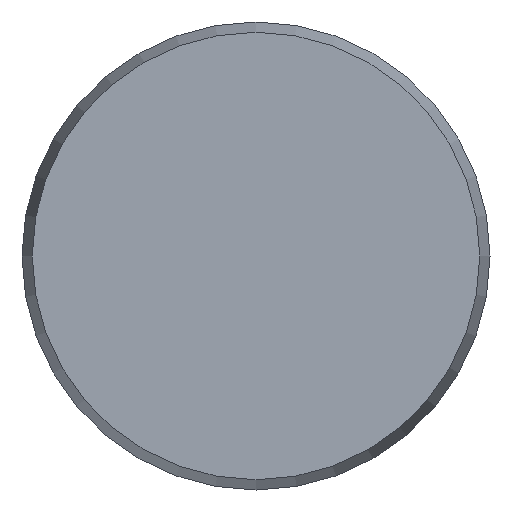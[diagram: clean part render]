
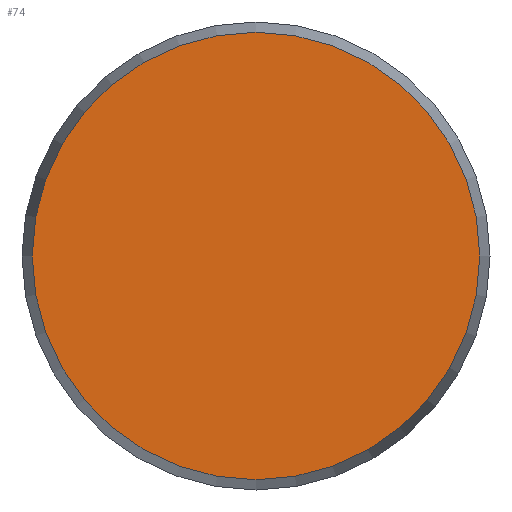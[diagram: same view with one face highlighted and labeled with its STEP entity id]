
A CAD part, front view. The second image highlights one B-rep face of the part: STEP entity #74.
In plain terms, the highlighted planar face has unit normal (0, -1, 0).
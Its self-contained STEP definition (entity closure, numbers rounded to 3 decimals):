
#74 = ADVANCED_FACE( '', ( #182 ), #183, .F. );
#182 = FACE_OUTER_BOUND( '', #335, .T. );
#183 = PLANE( '', #336 );
#335 = EDGE_LOOP( '', ( #528 ) );
#336 = AXIS2_PLACEMENT_3D( '', #529, #530, #531 );
#528 = ORIENTED_EDGE( '', *, *, #860, .T. );
#529 = CARTESIAN_POINT( '', ( 38.25, 0., 0. ) );
#530 = DIRECTION( '', ( 0., 1., 0. ) );
#531 = DIRECTION( '', ( 0., 0., 1. ) );
#860 = EDGE_CURVE( '', #996, #996, #997, .T. );
#996 = VERTEX_POINT( '', #1218 );
#997 = CIRCLE( '', #1219, 38.25 );
#1218 = CARTESIAN_POINT( '', ( 0., 0., -38.25 ) );
#1219 = AXIS2_PLACEMENT_3D( '', #1528, #1529, #1530 );
#1528 = CARTESIAN_POINT( '', ( 0., 0., 0. ) );
#1529 = DIRECTION( '', ( 0., -1., 0. ) );
#1530 = DIRECTION( '', ( 0., 0., -1. ) );
